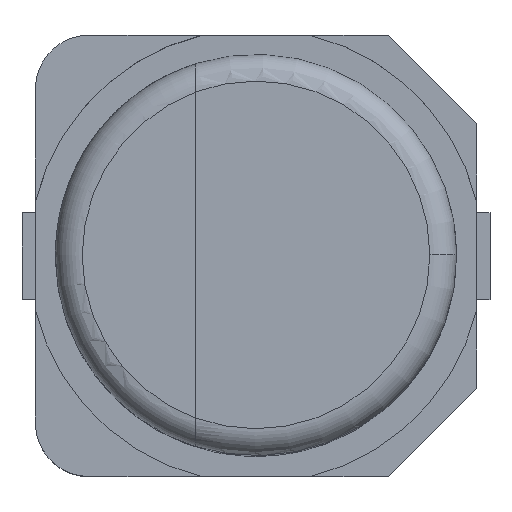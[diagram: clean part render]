
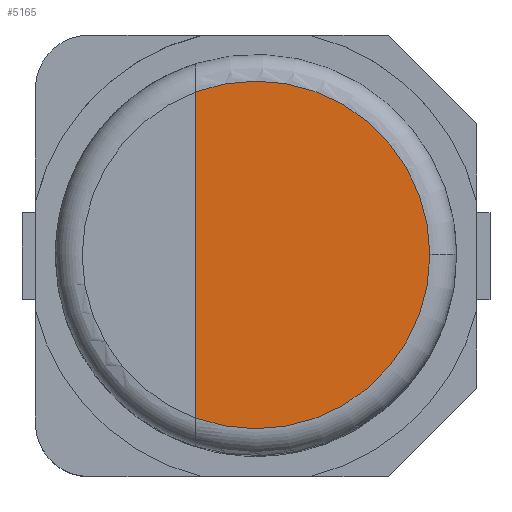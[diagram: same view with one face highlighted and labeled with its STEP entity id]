
A CAD part, top view. The second image highlights one B-rep face of the part: STEP entity #5165.
In plain terms, the highlighted planar face has unit normal (0, 0, 1).
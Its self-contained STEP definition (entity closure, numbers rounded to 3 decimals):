
#2673 = TOROIDAL_SURFACE('',#2674,1.3,0.2);
#2674 = AXIS2_PLACEMENT_3D('',#2675,#2676,#2677);
#2675 = CARTESIAN_POINT('',(0.,0.,5.1));
#2676 = DIRECTION('',(0.,0.,1.));
#2677 = DIRECTION('',(1.,0.,0.));
#2859 = TOROIDAL_SURFACE('',#2860,1.3,0.2);
#2860 = AXIS2_PLACEMENT_3D('',#2861,#2862,#2863);
#2861 = CARTESIAN_POINT('',(0.,0.,5.1));
#2862 = DIRECTION('',(0.,0.,1.));
#2863 = DIRECTION('',(1.,0.,0.));
#3009 = VERTEX_POINT('',#3010);
#3010 = CARTESIAN_POINT('',(1.3,0.,5.3));
#3349 = VERTEX_POINT('',#3350);
#3350 = CARTESIAN_POINT('',(-0.45,-1.22,5.3));
#3560 = PLANE('',#3561);
#3561 = AXIS2_PLACEMENT_3D('',#3562,#3563,#3564);
#3562 = CARTESIAN_POINT('',(-0.45,-1.5,5.1));
#3563 = DIRECTION('',(1.,0.,0.));
#3564 = DIRECTION('',(0.,0.,1.));
#3670 = EDGE_CURVE('',#3009,#3349,#3671,.T.);
#3671 = SURFACE_CURVE('',#3672,(#3677,#3684),.PCURVE_S1.);
#3672 = CIRCLE('',#3673,1.3);
#3673 = AXIS2_PLACEMENT_3D('',#3674,#3675,#3676);
#3674 = CARTESIAN_POINT('',(0.,0.,5.3));
#3675 = DIRECTION('',(0.,0.,-1.));
#3676 = DIRECTION('',(1.,0.,0.));
#3677 = PCURVE('',#2859,#3678);
#3678 = DEFINITIONAL_REPRESENTATION('',(#3679),#3683);
#3679 = LINE('',#3680,#3681);
#3680 = CARTESIAN_POINT('',(0.,1.571));
#3681 = VECTOR('',#3682,1.);
#3682 = DIRECTION('',(-1.,0.));
#3683 = ( GEOMETRIC_REPRESENTATION_CONTEXT(2) 
PARAMETRIC_REPRESENTATION_CONTEXT() REPRESENTATION_CONTEXT('2D SPACE',''
  ) );
#3684 = PCURVE('',#3685,#3690);
#3685 = PLANE('',#3686);
#3686 = AXIS2_PLACEMENT_3D('',#3687,#3688,#3689);
#3687 = CARTESIAN_POINT('',(0.,0.,5.3));
#3688 = DIRECTION('',(0.,0.,-1.));
#3689 = DIRECTION('',(1.,0.,0.));
#3690 = DEFINITIONAL_REPRESENTATION('',(#3691),#3695);
#3691 = CIRCLE('',#3692,1.3);
#3692 = AXIS2_PLACEMENT_2D('',#3693,#3694);
#3693 = CARTESIAN_POINT('',(0.,0.));
#3694 = DIRECTION('',(1.,0.));
#3695 = ( GEOMETRIC_REPRESENTATION_CONTEXT(2) 
PARAMETRIC_REPRESENTATION_CONTEXT() REPRESENTATION_CONTEXT('2D SPACE',''
  ) );
#4827 = EDGE_CURVE('',#4828,#3009,#4830,.T.);
#4828 = VERTEX_POINT('',#4829);
#4829 = CARTESIAN_POINT('',(-0.45,1.22,5.3));
#4830 = SURFACE_CURVE('',#4831,(#4836,#4843),.PCURVE_S1.);
#4831 = CIRCLE('',#4832,1.3);
#4832 = AXIS2_PLACEMENT_3D('',#4833,#4834,#4835);
#4833 = CARTESIAN_POINT('',(0.,0.,5.3));
#4834 = DIRECTION('',(0.,0.,-1.));
#4835 = DIRECTION('',(1.,0.,0.));
#4836 = PCURVE('',#2673,#4837);
#4837 = DEFINITIONAL_REPRESENTATION('',(#4838),#4842);
#4838 = LINE('',#4839,#4840);
#4839 = CARTESIAN_POINT('',(0.,1.571));
#4840 = VECTOR('',#4841,1.);
#4841 = DIRECTION('',(-1.,0.));
#4842 = ( GEOMETRIC_REPRESENTATION_CONTEXT(2) 
PARAMETRIC_REPRESENTATION_CONTEXT() REPRESENTATION_CONTEXT('2D SPACE',''
  ) );
#4843 = PCURVE('',#3685,#4844);
#4844 = DEFINITIONAL_REPRESENTATION('',(#4845),#4849);
#4845 = CIRCLE('',#4846,1.3);
#4846 = AXIS2_PLACEMENT_2D('',#4847,#4848);
#4847 = CARTESIAN_POINT('',(0.,0.));
#4848 = DIRECTION('',(1.,0.));
#4849 = ( GEOMETRIC_REPRESENTATION_CONTEXT(2) 
PARAMETRIC_REPRESENTATION_CONTEXT() REPRESENTATION_CONTEXT('2D SPACE',''
  ) );
#5165 = ADVANCED_FACE('',(#5166),#3685,.F.);
#5166 = FACE_BOUND('',#5167,.F.);
#5167 = EDGE_LOOP('',(#5168,#5169,#5170));
#5168 = ORIENTED_EDGE('',*,*,#4827,.T.);
#5169 = ORIENTED_EDGE('',*,*,#3670,.T.);
#5170 = ORIENTED_EDGE('',*,*,#5171,.T.);
#5171 = EDGE_CURVE('',#3349,#4828,#5172,.T.);
#5172 = SURFACE_CURVE('',#5173,(#5177,#5184),.PCURVE_S1.);
#5173 = LINE('',#5174,#5175);
#5174 = CARTESIAN_POINT('',(-0.45,-1.5,5.3));
#5175 = VECTOR('',#5176,1.);
#5176 = DIRECTION('',(0.,1.,0.));
#5177 = PCURVE('',#3685,#5178);
#5178 = DEFINITIONAL_REPRESENTATION('',(#5179),#5183);
#5179 = LINE('',#5180,#5181);
#5180 = CARTESIAN_POINT('',(-0.45,1.5));
#5181 = VECTOR('',#5182,1.);
#5182 = DIRECTION('',(0.,-1.));
#5183 = ( GEOMETRIC_REPRESENTATION_CONTEXT(2) 
PARAMETRIC_REPRESENTATION_CONTEXT() REPRESENTATION_CONTEXT('2D SPACE',''
  ) );
#5184 = PCURVE('',#3560,#5185);
#5185 = DEFINITIONAL_REPRESENTATION('',(#5186),#5190);
#5186 = LINE('',#5187,#5188);
#5187 = CARTESIAN_POINT('',(0.2,0.));
#5188 = VECTOR('',#5189,1.);
#5189 = DIRECTION('',(0.,-1.));
#5190 = ( GEOMETRIC_REPRESENTATION_CONTEXT(2) 
PARAMETRIC_REPRESENTATION_CONTEXT() REPRESENTATION_CONTEXT('2D SPACE',''
  ) );
